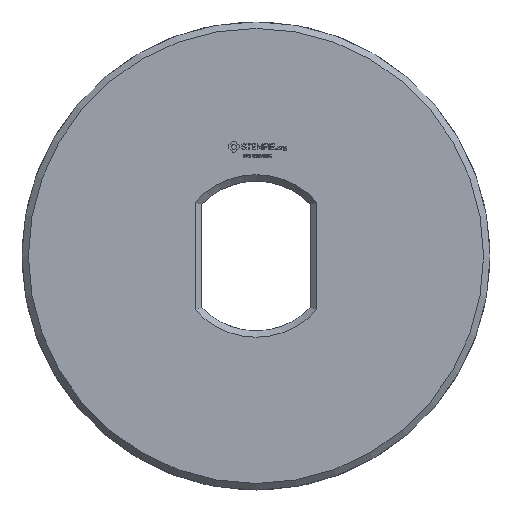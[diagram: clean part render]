
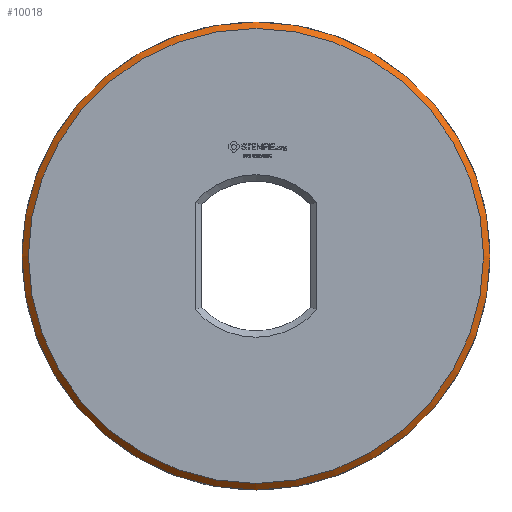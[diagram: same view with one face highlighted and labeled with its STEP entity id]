
A CAD part, top view. The second image highlights one B-rep face of the part: STEP entity #10018.
In plain terms, the highlighted conical face has half-angle 45 degrees and reference radius 10.938 mm.
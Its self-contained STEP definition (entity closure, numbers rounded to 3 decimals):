
#21 = EDGE_CURVE('',#22,#22,#24,.T.);
#22 = VERTEX_POINT('',#23);
#23 = CARTESIAN_POINT('',(10.638,0.,3.125));
#24 = SURFACE_CURVE('',#25,(#30,#42),.PCURVE_S1.);
#25 = CIRCLE('',#26,10.638);
#26 = AXIS2_PLACEMENT_3D('',#27,#28,#29);
#27 = CARTESIAN_POINT('',(0.,0.,3.125));
#28 = DIRECTION('',(0.,0.,-1.));
#29 = DIRECTION('',(1.,0.,0.));
#30 = PCURVE('',#31,#36);
#31 = PLANE('',#32);
#32 = AXIS2_PLACEMENT_3D('',#33,#34,#35);
#33 = CARTESIAN_POINT('',(0.,0.,3.125));
#34 = DIRECTION('',(0.,0.,-1.));
#35 = DIRECTION('',(1.,0.,0.));
#36 = DEFINITIONAL_REPRESENTATION('',(#37),#41);
#37 = CIRCLE('',#38,10.638);
#38 = AXIS2_PLACEMENT_2D('',#39,#40);
#39 = CARTESIAN_POINT('',(0.,0.));
#40 = DIRECTION('',(1.,0.));
#41 = ( GEOMETRIC_REPRESENTATION_CONTEXT(2) 
PARAMETRIC_REPRESENTATION_CONTEXT() REPRESENTATION_CONTEXT('2D SPACE',''
  ) );
#42 = PCURVE('',#43,#48);
#43 = CONICAL_SURFACE('',#44,10.938,0.785);
#44 = AXIS2_PLACEMENT_3D('',#45,#46,#47);
#45 = CARTESIAN_POINT('',(0.,0.,2.825));
#46 = DIRECTION('',(0.,0.,-1.));
#47 = DIRECTION('',(1.,0.,0.));
#48 = DEFINITIONAL_REPRESENTATION('',(#49),#53);
#49 = LINE('',#50,#51);
#50 = CARTESIAN_POINT('',(0.,-0.3));
#51 = VECTOR('',#52,1.);
#52 = DIRECTION('',(1.,-0.));
#53 = ( GEOMETRIC_REPRESENTATION_CONTEXT(2) 
PARAMETRIC_REPRESENTATION_CONTEXT() REPRESENTATION_CONTEXT('2D SPACE',''
  ) );
#10018 = ADVANCED_FACE('',(#10019),#43,.T.);
#10019 = FACE_BOUND('',#10020,.F.);
#10020 = EDGE_LOOP('',(#10021,#10050,#10071,#10072));
#10021 = ORIENTED_EDGE('',*,*,#10022,.T.);
#10022 = EDGE_CURVE('',#10023,#10023,#10025,.T.);
#10023 = VERTEX_POINT('',#10024);
#10024 = CARTESIAN_POINT('',(10.938,0.,2.825));
#10025 = SURFACE_CURVE('',#10026,(#10031,#10038),.PCURVE_S1.);
#10026 = CIRCLE('',#10027,10.938);
#10027 = AXIS2_PLACEMENT_3D('',#10028,#10029,#10030);
#10028 = CARTESIAN_POINT('',(0.,0.,2.825));
#10029 = DIRECTION('',(0.,0.,-1.));
#10030 = DIRECTION('',(1.,0.,0.));
#10031 = PCURVE('',#43,#10032);
#10032 = DEFINITIONAL_REPRESENTATION('',(#10033),#10037);
#10033 = LINE('',#10034,#10035);
#10034 = CARTESIAN_POINT('',(0.,-0.));
#10035 = VECTOR('',#10036,1.);
#10036 = DIRECTION('',(1.,-0.));
#10037 = ( GEOMETRIC_REPRESENTATION_CONTEXT(2) 
PARAMETRIC_REPRESENTATION_CONTEXT() REPRESENTATION_CONTEXT('2D SPACE',''
  ) );
#10038 = PCURVE('',#10039,#10044);
#10039 = CYLINDRICAL_SURFACE('',#10040,10.938);
#10040 = AXIS2_PLACEMENT_3D('',#10041,#10042,#10043);
#10041 = CARTESIAN_POINT('',(0.,0.,2.325));
#10042 = DIRECTION('',(0.,0.,1.));
#10043 = DIRECTION('',(1.,0.,0.));
#10044 = DEFINITIONAL_REPRESENTATION('',(#10045),#10049);
#10045 = LINE('',#10046,#10047);
#10046 = CARTESIAN_POINT('',(-0.,0.5));
#10047 = VECTOR('',#10048,1.);
#10048 = DIRECTION('',(-1.,0.));
#10049 = ( GEOMETRIC_REPRESENTATION_CONTEXT(2) 
PARAMETRIC_REPRESENTATION_CONTEXT() REPRESENTATION_CONTEXT('2D SPACE',''
  ) );
#10050 = ORIENTED_EDGE('',*,*,#10051,.T.);
#10051 = EDGE_CURVE('',#10023,#22,#10052,.T.);
#10052 = SEAM_CURVE('',#10053,(#10057,#10064),.PCURVE_S1.);
#10053 = LINE('',#10054,#10055);
#10054 = CARTESIAN_POINT('',(10.938,0.,2.825));
#10055 = VECTOR('',#10056,1.);
#10056 = DIRECTION('',(-0.707,0.,0.707));
#10057 = PCURVE('',#43,#10058);
#10058 = DEFINITIONAL_REPRESENTATION('',(#10059),#10063);
#10059 = LINE('',#10060,#10061);
#10060 = CARTESIAN_POINT('',(0.,-0.));
#10061 = VECTOR('',#10062,1.);
#10062 = DIRECTION('',(0.,-1.));
#10063 = ( GEOMETRIC_REPRESENTATION_CONTEXT(2) 
PARAMETRIC_REPRESENTATION_CONTEXT() REPRESENTATION_CONTEXT('2D SPACE',''
  ) );
#10064 = PCURVE('',#43,#10065);
#10065 = DEFINITIONAL_REPRESENTATION('',(#10066),#10070);
#10066 = LINE('',#10067,#10068);
#10067 = CARTESIAN_POINT('',(6.283,-0.));
#10068 = VECTOR('',#10069,1.);
#10069 = DIRECTION('',(0.,-1.));
#10070 = ( GEOMETRIC_REPRESENTATION_CONTEXT(2) 
PARAMETRIC_REPRESENTATION_CONTEXT() REPRESENTATION_CONTEXT('2D SPACE',''
  ) );
#10071 = ORIENTED_EDGE('',*,*,#21,.F.);
#10072 = ORIENTED_EDGE('',*,*,#10051,.F.);
